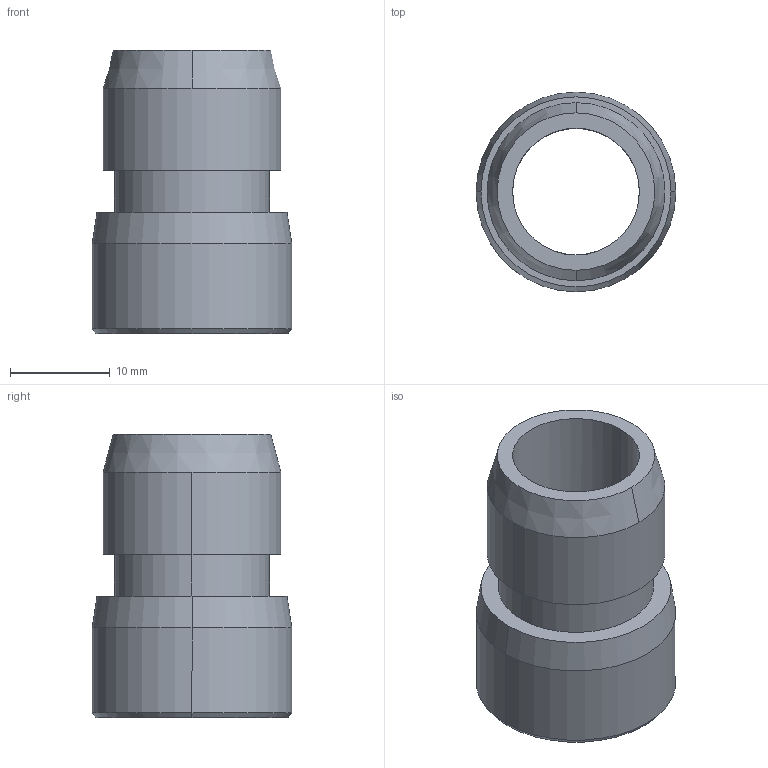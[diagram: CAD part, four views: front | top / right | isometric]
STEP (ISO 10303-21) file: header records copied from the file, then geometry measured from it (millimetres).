
FILE_DESCRIPTION (( 'STEP AP203' ), '1' );
FILE_NAME ('ELT-EZD-.501x.789-3_dlct.STEP', '2015-05-13T21:55:39', ( 'Desktop4' ), ( 'Hewlett-Packard Company' ), 'SwSTEP 2.0', 'SolidWorks 2015', '' );
FILE_SCHEMA (( 'CONFIG_CONTROL_DESIGN' ));
Length unit declared in the file: inch
Products named in the file (2): ELT-EZD-.501x.789-3_dlct
Bounding box: 20.04 x 20.04 x 28.45 mm (x, y, z)
Volume: 3839 mm3; surface area: 3223.6 mm2
Topology: 1 solids, 1 shells, 59 faces, 160 edges, 105 vertices
Faces by surface type: plane 34, cone 17, cylinder 8
Entity records: 2050 total; most frequent: CARTESIAN_POINT 386, ORIENTED_EDGE 320, DIRECTION 317, EDGE_CURVE 160, AXIS2_PLACEMENT_3D 116, VERTEX_POINT 105, LINE 85, VECTOR 85
